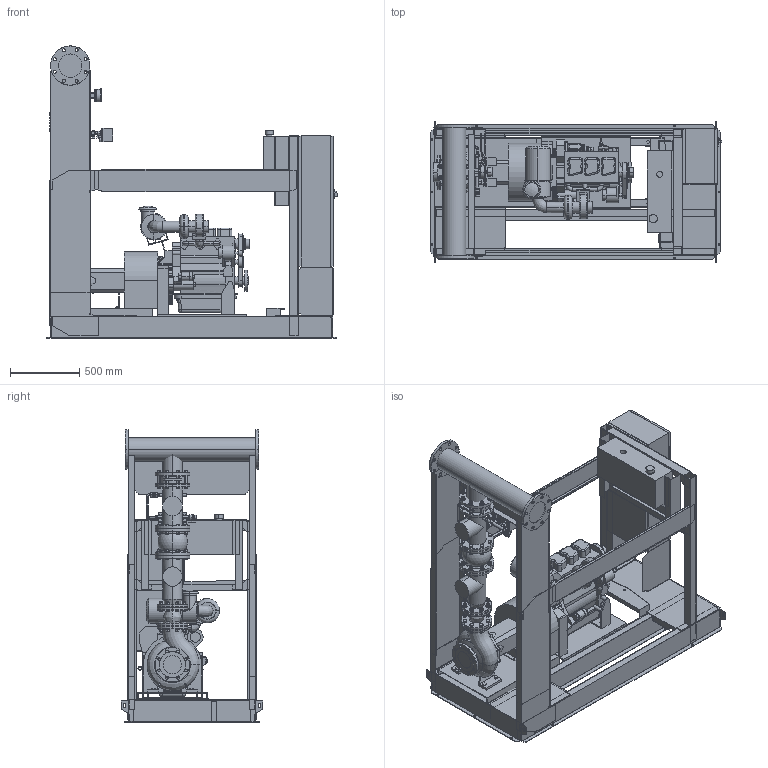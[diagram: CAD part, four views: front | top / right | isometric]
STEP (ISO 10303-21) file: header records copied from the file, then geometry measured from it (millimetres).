
FILE_DESCRIPTION((''),'2;1');
FILE_NAME('3d_Sifire-EN-100_200-205-47.7D-4183839.stp','2015-05-26T10:30:28',(''),(''),'Mechanical Desktop 2009','Mechanical Desktop 2009',', , ');
FILE_SCHEMA(('CONFIG_CONTROL_DESIGN'));
Length unit declared in the file: millimetre
Products named in the file (1): Product
Bounding box: 2105.5 x 1026 x 2112.5 mm (x, y, z)
Volume: 361402436.9 mm3; surface area: 28762744.6 mm2
Topology: 179 solids, 180 shells, 4503 faces, 10957 edges, 6905 vertices
Faces by surface type: plane 1714, bspline 1211, cylinder 930, cone 544, torus 97, sphere 7
Entity records: 143096 total; most frequent: CARTESIAN_POINT 43154, ORIENTED_EDGE 21890, DIRECTION 19322, EDGE_CURVE 10945, VERTEX_POINT 6903, AXIS2_PLACEMENT_3D 6766, VECTOR 5790, LINE 5790
